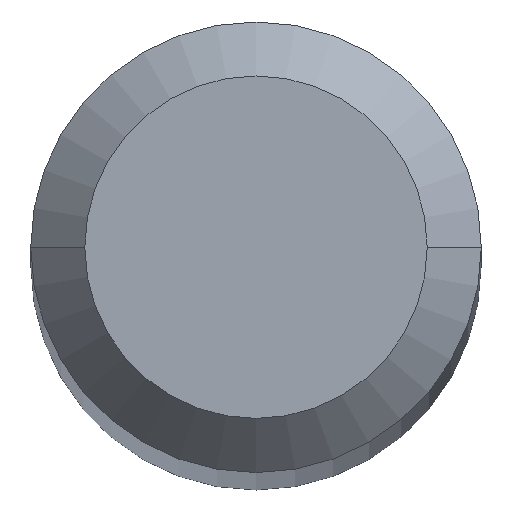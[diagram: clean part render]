
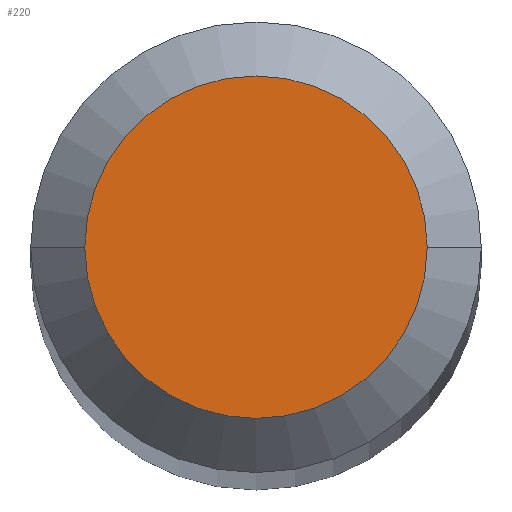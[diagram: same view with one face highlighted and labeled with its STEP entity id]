
A CAD part, top view. The second image highlights one B-rep face of the part: STEP entity #220.
In plain terms, the highlighted planar face has unit normal (0, 0, 1).
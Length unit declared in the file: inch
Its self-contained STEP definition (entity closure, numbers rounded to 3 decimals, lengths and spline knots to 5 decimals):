
#13 = DIRECTION ( 'NONE',  ( 0., 0., 1. ) ) ;
#36 = FACE_OUTER_BOUND ( 'NONE', #92, .T. ) ;
#43 = CIRCLE ( 'NONE', #249, 0.0475 ) ;
#56 = ORIENTED_EDGE ( 'NONE', *, *, #224, .T. ) ;
#68 = CARTESIAN_POINT ( 'NONE',  ( 0.0475, 0., 3. ) ) ;
#77 = VERTEX_POINT ( 'NONE', #128 ) ;
#92 = EDGE_LOOP ( 'NONE', ( #235, #56 ) ) ;
#109 = EDGE_CURVE ( 'NONE', #77, #116, #43, .T. ) ;
#110 = DIRECTION ( 'NONE',  ( 0., 0., 1. ) ) ;
#116 = VERTEX_POINT ( 'NONE', #68 ) ;
#128 = CARTESIAN_POINT ( 'NONE',  ( -0.0475, 0., 3. ) ) ;
#129 = DIRECTION ( 'NONE',  ( 0., 0., 1. ) ) ;
#131 = CARTESIAN_POINT ( 'NONE',  ( 0., 0., 3. ) ) ;
#132 = AXIS2_PLACEMENT_3D ( 'NONE', #194, #129, #168 ) ;
#135 = AXIS2_PLACEMENT_3D ( 'NONE', #131, #110, #149 ) ;
#149 = DIRECTION ( 'NONE',  ( 1., 0., 0. ) ) ;
#168 = DIRECTION ( 'NONE',  ( 1., 0., 0. ) ) ;
#187 = PLANE ( 'NONE',  #135 ) ;
#194 = CARTESIAN_POINT ( 'NONE',  ( 0., 0., 3. ) ) ;
#220 = ADVANCED_FACE ( 'NONE', ( #36 ), #187, .T. ) ;
#223 = CARTESIAN_POINT ( 'NONE',  ( 0., 0., 3. ) ) ;
#224 = EDGE_CURVE ( 'NONE', #116, #77, #246, .T. ) ;
#226 = DIRECTION ( 'NONE',  ( 1., 0., 0. ) ) ;
#235 = ORIENTED_EDGE ( 'NONE', *, *, #109, .T. ) ;
#246 = CIRCLE ( 'NONE', #132, 0.0475 ) ;
#249 = AXIS2_PLACEMENT_3D ( 'NONE', #223, #13, #226 ) ;
